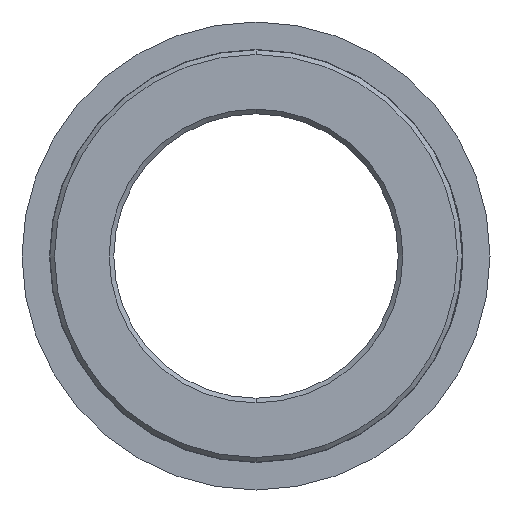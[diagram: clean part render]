
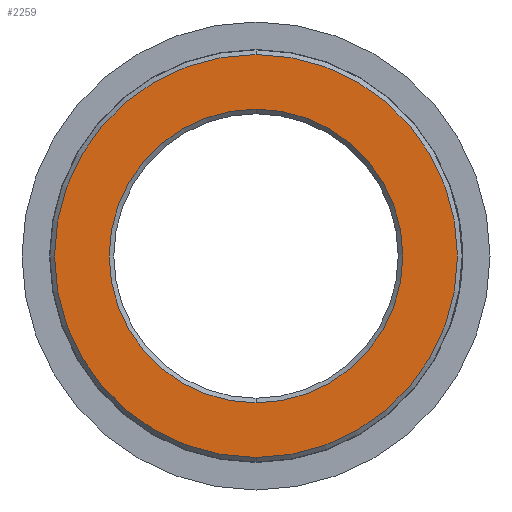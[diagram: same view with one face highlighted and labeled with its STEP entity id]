
A CAD part, front view. The second image highlights one B-rep face of the part: STEP entity #2259.
In plain terms, the highlighted planar face has unit normal (0, -1, 0).
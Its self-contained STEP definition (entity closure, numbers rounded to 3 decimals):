
#119 = FACE_OUTER_BOUND ( 'NONE', #1735, .T. ) ;
#137 = ORIENTED_EDGE ( 'NONE', *, *, #2576, .T. ) ;
#328 = AXIS2_PLACEMENT_3D ( 'NONE', #1848, #578, #1183 ) ;
#338 = EDGE_CURVE ( 'NONE', #2465, #680, #1361, .T. ) ;
#357 = PLANE ( 'NONE',  #328 ) ;
#499 = DIRECTION ( 'NONE',  ( 0., 0., -1. ) ) ;
#506 = CIRCLE ( 'NONE', #2613, 21.96 ) ;
#542 = CARTESIAN_POINT ( 'NONE',  ( 0., -44.313, 16. ) ) ;
#578 = DIRECTION ( 'NONE',  ( 0., -1., 0. ) ) ;
#611 = ORIENTED_EDGE ( 'NONE', *, *, #2647, .T. ) ;
#634 = CIRCLE ( 'NONE', #1745, 16. ) ;
#649 = CARTESIAN_POINT ( 'NONE',  ( 0., -44.313, 0. ) ) ;
#680 = VERTEX_POINT ( 'NONE', #2532 ) ;
#884 = DIRECTION ( 'NONE',  ( 0., -1., 0. ) ) ;
#906 = DIRECTION ( 'NONE',  ( 0., -1., 0. ) ) ;
#1101 = DIRECTION ( 'NONE',  ( 0., 0., -1. ) ) ;
#1121 = CARTESIAN_POINT ( 'NONE',  ( 0., -44.313, 0. ) ) ;
#1134 = VERTEX_POINT ( 'NONE', #1867 ) ;
#1149 = AXIS2_PLACEMENT_3D ( 'NONE', #649, #906, #1101 ) ;
#1183 = DIRECTION ( 'NONE',  ( 0., 0., -1. ) ) ;
#1281 = AXIS2_PLACEMENT_3D ( 'NONE', #1121, #884, #499 ) ;
#1361 = CIRCLE ( 'NONE', #1281, 16. ) ;
#1405 = CARTESIAN_POINT ( 'NONE',  ( 0., -44.313, 21.96 ) ) ;
#1525 = CIRCLE ( 'NONE', #1149, 21.96 ) ;
#1534 = EDGE_LOOP ( 'NONE', ( #1574, #2586 ) ) ;
#1574 = ORIENTED_EDGE ( 'NONE', *, *, #2078, .F. ) ;
#1603 = DIRECTION ( 'NONE',  ( 0., 0., -1. ) ) ;
#1686 = FACE_BOUND ( 'NONE', #1534, .T. ) ;
#1735 = EDGE_LOOP ( 'NONE', ( #137, #611 ) ) ;
#1745 = AXIS2_PLACEMENT_3D ( 'NONE', #1768, #2449, #1603 ) ;
#1768 = CARTESIAN_POINT ( 'NONE',  ( 0., -44.313, 0. ) ) ;
#1848 = CARTESIAN_POINT ( 'NONE',  ( 21.96, -44.313, 0. ) ) ;
#1867 = CARTESIAN_POINT ( 'NONE',  ( 0., -44.313, -21.96 ) ) ;
#1927 = DIRECTION ( 'NONE',  ( 0., -1., 0. ) ) ;
#2078 = EDGE_CURVE ( 'NONE', #680, #2465, #634, .T. ) ;
#2164 = VERTEX_POINT ( 'NONE', #1405 ) ;
#2259 = ADVANCED_FACE ( 'NONE', ( #119, #1686 ), #357, .T. ) ;
#2333 = CARTESIAN_POINT ( 'NONE',  ( 0., -44.313, 0. ) ) ;
#2449 = DIRECTION ( 'NONE',  ( 0., -1., 0. ) ) ;
#2465 = VERTEX_POINT ( 'NONE', #542 ) ;
#2532 = CARTESIAN_POINT ( 'NONE',  ( 0., -44.313, -16. ) ) ;
#2554 = DIRECTION ( 'NONE',  ( 0., 0., -1. ) ) ;
#2576 = EDGE_CURVE ( 'NONE', #2164, #1134, #506, .T. ) ;
#2586 = ORIENTED_EDGE ( 'NONE', *, *, #338, .F. ) ;
#2613 = AXIS2_PLACEMENT_3D ( 'NONE', #2333, #1927, #2554 ) ;
#2647 = EDGE_CURVE ( 'NONE', #1134, #2164, #1525, .T. ) ;
